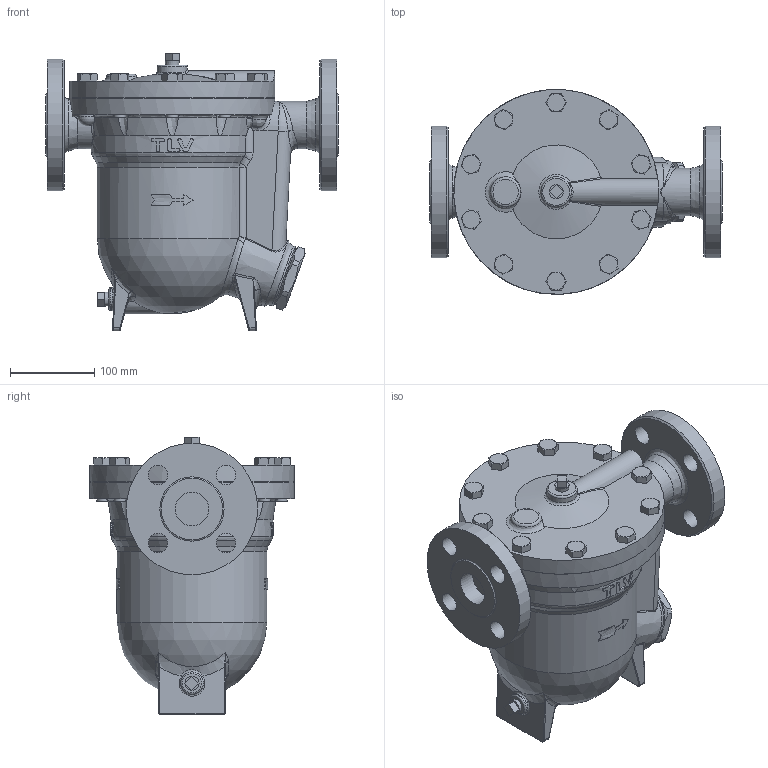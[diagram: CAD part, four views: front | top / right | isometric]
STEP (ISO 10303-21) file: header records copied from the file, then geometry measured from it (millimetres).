
FILE_DESCRIPTION((''),'2;1');
FILE_NAME('j72x0-040-a0300-00.stp','2010-06-02T13:46:03',('nakaot'),(''),'Autodesk Inventor 2008','Autodesk Inventor 2008','');
FILE_SCHEMA(('AUTOMOTIVE_DESIGN { 1 0 10303 214 1 1 1 1 }'));
Length unit declared in the file: millimetre
Products named in the file (1): j72x0-040-a0300-00
Bounding box: 347 x 242.91 x 329.1 mm (x, y, z)
Volume: 9180103 mm3; surface area: 460634.1 mm2
Topology: 5 solids, 5 shells, 510 faces, 1237 edges, 767 vertices
Faces by surface type: plane 197, bspline 120, cylinder 100, cone 83, torus 6, sphere 4
Full cylindrical faces by diameter (mm): 11.835 x2, 14 x16, 26.681 x1, 36 x1, 40 x2, 56 x1, 75 x1, 156 x2, 243 x1
Entity records: 26284 total; most frequent: CARTESIAN_POINT 15766, ORIENTED_EDGE 2246, DIRECTION 1960, EDGE_CURVE 1123, AXIS2_PLACEMENT_3D 826, VERTEX_POINT 732, EDGE_LOOP 655, FACE_OUTER_BOUND 510
